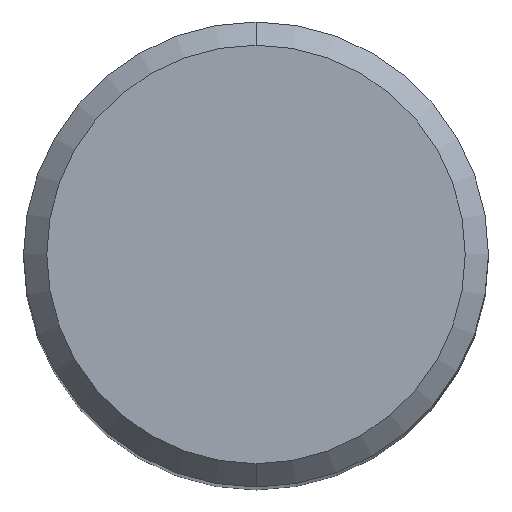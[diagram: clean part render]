
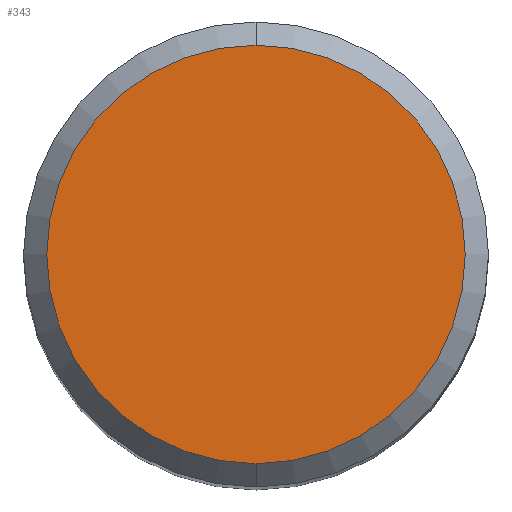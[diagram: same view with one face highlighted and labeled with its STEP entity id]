
A CAD part, top view. The second image highlights one B-rep face of the part: STEP entity #343.
In plain terms, the highlighted planar face has unit normal (0, 0, 1).
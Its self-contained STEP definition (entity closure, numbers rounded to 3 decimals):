
#177=EDGE_CURVE('',#217,#387,#484,.T.);
#217=VERTEX_POINT('',#528);
#343=ADVANCED_FACE('',(#669),#670,.T.);
#387=VERTEX_POINT('',#717);
#445=EDGE_CURVE('',#387,#217,#779,.T.);
#484=CIRCLE('',#814,5.4);
#528=CARTESIAN_POINT('',(0.0,5.4,0.0));
#669=FACE_OUTER_BOUND('',#1254,.T.);
#670=PLANE('',#1255);
#717=CARTESIAN_POINT('',(0.,-5.4,0.0));
#779=CIRCLE('',#1480,5.4);
#814=AXIS2_PLACEMENT_3D('',#1509,#1510,#1511);
#1254=EDGE_LOOP('',(#1726,#1727));
#1255=AXIS2_PLACEMENT_3D('',#1728,#1729,#1730);
#1480=AXIS2_PLACEMENT_3D('',#1834,#1835,#1836);
#1509=CARTESIAN_POINT('',(0.0,0.0,0.0));
#1510=DIRECTION('',(0.0,0.0,-1.0));
#1511=DIRECTION('',(0.0,1.0,0.0));
#1726=ORIENTED_EDGE('',*,*,#177,.F.);
#1727=ORIENTED_EDGE('',*,*,#445,.F.);
#1728=CARTESIAN_POINT('',(0.0,2.7,0.0));
#1729=DIRECTION('',(-0.0,0.0,1.0));
#1730=DIRECTION('',(0.0,-1.0,0.0));
#1834=CARTESIAN_POINT('',(0.0,0.0,0.0));
#1835=DIRECTION('',(0.0,0.0,-1.0));
#1836=DIRECTION('',(0.0,1.0,0.0));
